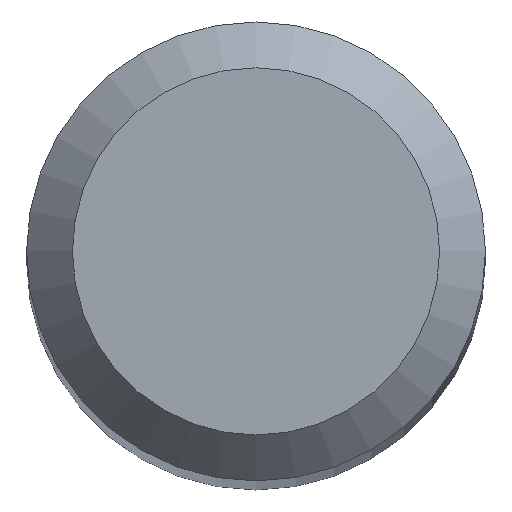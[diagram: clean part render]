
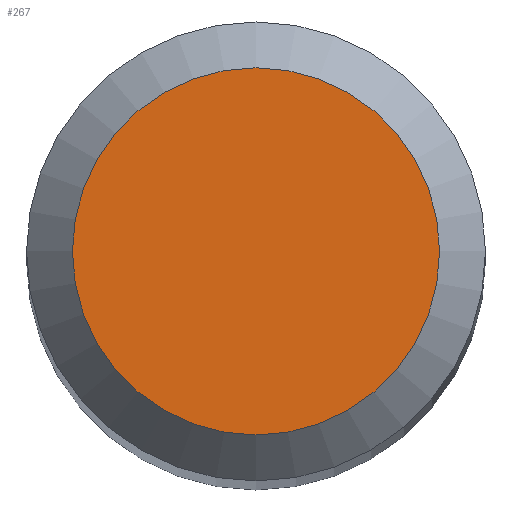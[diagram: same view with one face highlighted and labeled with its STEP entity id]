
A CAD part, top view. The second image highlights one B-rep face of the part: STEP entity #267.
In plain terms, the highlighted planar face has unit normal (0, 0, 1).
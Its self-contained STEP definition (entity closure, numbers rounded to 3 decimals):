
#32 = VERTEX_POINT ( 'NONE', #222 ) ;
#45 = FACE_OUTER_BOUND ( 'NONE', #180, .T. ) ;
#70 = ORIENTED_EDGE ( 'NONE', *, *, #207, .F. ) ;
#86 = AXIS2_PLACEMENT_3D ( 'NONE', #117, #235, #141 ) ;
#117 = CARTESIAN_POINT ( 'NONE',  ( 0., 0., 61. ) ) ;
#118 = CIRCLE ( 'NONE', #251, 1.2 ) ;
#139 = CARTESIAN_POINT ( 'NONE',  ( 0., 0., 61. ) ) ;
#141 = DIRECTION ( 'NONE',  ( 0., 1., 0. ) ) ;
#180 = EDGE_LOOP ( 'NONE', ( #70 ) ) ;
#207 = EDGE_CURVE ( 'NONE', #32, #32, #118, .T. ) ;
#220 = PLANE ( 'NONE',  #86 ) ;
#222 = CARTESIAN_POINT ( 'NONE',  ( 0., 1.2, 61. ) ) ;
#235 = DIRECTION ( 'NONE',  ( 0., 0., -1. ) ) ;
#240 = DIRECTION ( 'NONE',  ( 0., 0., -1. ) ) ;
#251 = AXIS2_PLACEMENT_3D ( 'NONE', #139, #240, #283 ) ;
#267 = ADVANCED_FACE ( 'NONE', ( #45 ), #220, .F. ) ;
#283 = DIRECTION ( 'NONE',  ( 0., 1., 0. ) ) ;
